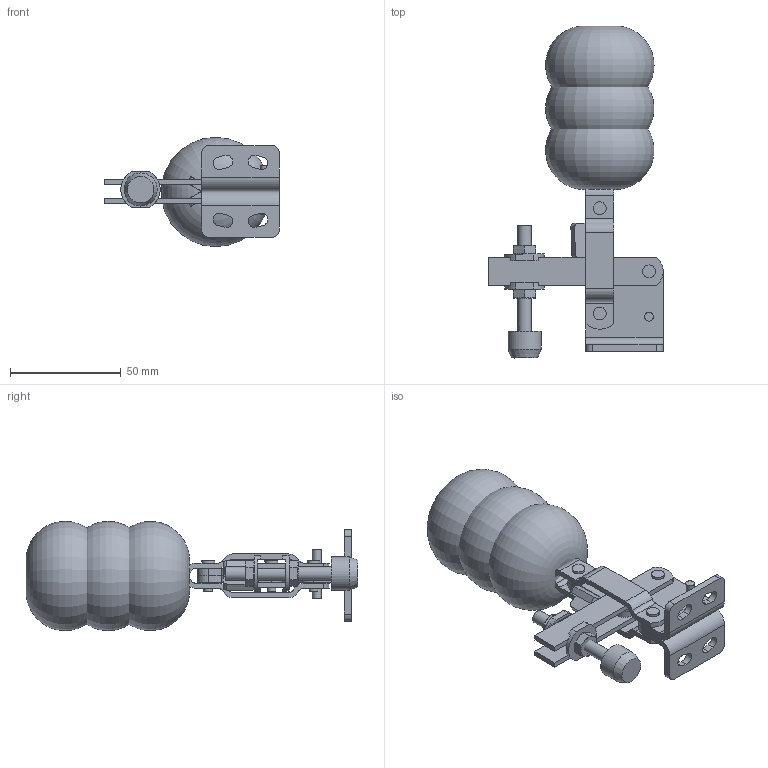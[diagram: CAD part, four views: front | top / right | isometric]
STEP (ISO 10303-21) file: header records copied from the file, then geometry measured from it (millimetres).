
FILE_DESCRIPTION(/* description */ ('Alibre Inc.'),/* implementation_level */ '2;1');
FILE_NAME(/* name */ 'export0',/* time_stamp */ '2012-02-17T11:59:33+01:00',/* author */ (''),/* organization */ (''),/* preprocessor_version */ 'ST-DEVELOPER v12',/* originating_system */ 'Alibre',/* authorisation */ '');
FILE_SCHEMA (('CONFIG_CONTROL_DESIGN'));
Length unit declared in the file: millimetre
Products named in the file (1): ID_1
Bounding box: 78.81 x 150.11 x 49.4 mm (x, y, z)
Volume: 173745.1 mm3; surface area: 54933.6 mm2
Topology: 20 solids, 20 shells, 269 faces, 668 edges, 421 vertices
Faces by surface type: plane 139, cylinder 106, cone 17, torus 7
Full cylindrical faces by diameter (mm): 3.91 x4, 4 x1, 4.005 x8, 4.05 x10, 5 x2, 5.8 x4, 6 x1, 6.4 x2, 9 x1, 11 x1, 15 x1, 16 x1
Entity records: 7435 total; most frequent: CARTESIAN_POINT 1327, ORIENTED_EDGE 1210, DIRECTION 1142, EDGE_CURVE 605, AXIS2_PLACEMENT_3D 482, VERTEX_POINT 403, FACE_BOUND 373, EDGE_LOOP 372
